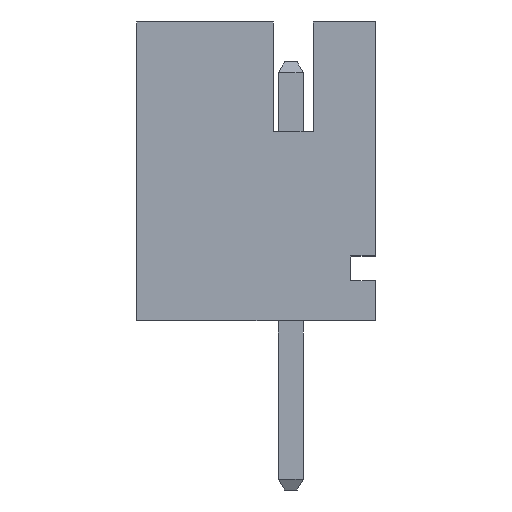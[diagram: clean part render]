
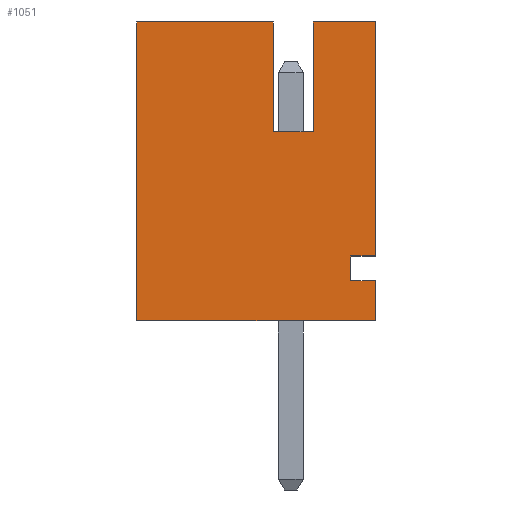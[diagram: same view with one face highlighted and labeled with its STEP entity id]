
A CAD part, left-side view. The second image highlights one B-rep face of the part: STEP entity #1051.
In plain terms, the highlighted planar face has unit normal (-1, 0, 0).
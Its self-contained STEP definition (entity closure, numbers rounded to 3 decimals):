
#1051=ADVANCED_FACE('',(#1987),#1989,.T.);
#1987=FACE_BOUND('',#1988,.T.);
#1988=EDGE_LOOP('',(#2756,#2757,#2758,#2759,#2760,#2761,#2762,#2763,#2764,#2765,
#2766,#2767));
#1989=PLANE('',#1990);
#1990=AXIS2_PLACEMENT_3D('',#1991,#1992,#1993);
#1991=CARTESIAN_POINT('',(-26.,3.1,0.));
#1992=DIRECTION('',(-1.,0.,0.));
#1993=DIRECTION('',(0.,-1.,0.));
#2756=ORIENTED_EDGE('',*,*,#3250,.T.);
#2757=ORIENTED_EDGE('',*,*,#3251,.T.);
#2758=ORIENTED_EDGE('',*,*,#3252,.F.);
#2759=ORIENTED_EDGE('',*,*,#3196,.F.);
#2760=ORIENTED_EDGE('',*,*,#3242,.T.);
#2761=ORIENTED_EDGE('',*,*,#3249,.T.);
#2762=ORIENTED_EDGE('',*,*,#3253,.T.);
#2763=ORIENTED_EDGE('',*,*,#3254,.T.);
#2764=ORIENTED_EDGE('',*,*,#3255,.T.);
#2765=ORIENTED_EDGE('',*,*,#3256,.T.);
#2766=ORIENTED_EDGE('',*,*,#3257,.F.);
#2767=ORIENTED_EDGE('',*,*,#3258,.T.);
#3196=EDGE_CURVE('',#3653,#3655,#3656,.T.);
#3242=EDGE_CURVE('',#3653,#3708,#3710,.T.);
#3249=EDGE_CURVE('',#3708,#3721,#3723,.T.);
#3250=EDGE_CURVE('',#3724,#3725,#3726,.F.);
#3251=EDGE_CURVE('',#3725,#3727,#3728,.F.);
#3252=EDGE_CURVE('',#3655,#3727,#3729,.T.);
#3253=EDGE_CURVE('',#3721,#3730,#3731,.F.);
#3254=EDGE_CURVE('',#3730,#3732,#3733,.T.);
#3255=EDGE_CURVE('',#3732,#3734,#3735,.F.);
#3256=EDGE_CURVE('',#3734,#3736,#3737,.T.);
#3257=EDGE_CURVE('',#3738,#3736,#3739,.T.);
#3258=EDGE_CURVE('',#3738,#3724,#3740,.F.);
#3653=VERTEX_POINT('',#4499);
#3655=VERTEX_POINT('',#4503);
#3656=LINE('',#4504,#4505);
#3708=VERTEX_POINT('',#4646);
#3710=LINE('',#4650,#4651);
#3721=VERTEX_POINT('',#4673);
#3723=LINE('',#4677,#4678);
#3724=VERTEX_POINT('',#4680);
#3725=VERTEX_POINT('',#4681);
#3726=LINE('',#4682,#4683);
#3727=VERTEX_POINT('',#4685);
#3728=LINE('',#4686,#4687);
#3729=LINE('',#4689,#4690);
#3730=VERTEX_POINT('',#4692);
#3731=LINE('',#4693,#4694);
#3732=VERTEX_POINT('',#4696);
#3733=LINE('',#4697,#4698);
#3734=VERTEX_POINT('',#4700);
#3735=LINE('',#4701,#4702);
#3736=VERTEX_POINT('',#4704);
#3737=LINE('',#4705,#4706);
#3738=VERTEX_POINT('',#4708);
#3739=LINE('',#4709,#4710);
#3740=LINE('',#4712,#4713);
#4499=CARTESIAN_POINT('',(-26.,3.1,0.));
#4503=CARTESIAN_POINT('',(-26.,3.1,6.));
#4504=CARTESIAN_POINT('',(-26.,3.1,0.));
#4505=VECTOR('',#4506,1.);
#4506=DIRECTION('',(0.,0.,1.));
#4646=CARTESIAN_POINT('',(-26.,-1.7,0.));
#4650=CARTESIAN_POINT('',(-26.,3.1,0.));
#4651=VECTOR('',#4652,1.);
#4652=DIRECTION('',(0.,-1.,0.));
#4673=CARTESIAN_POINT('',(-26.,-1.7,0.8));
#4677=CARTESIAN_POINT('',(-26.,-1.7,0.));
#4678=VECTOR('',#4679,1.);
#4679=DIRECTION('',(0.,0.,1.));
#4680=CARTESIAN_POINT('',(-26.,-0.45,3.8));
#4681=CARTESIAN_POINT('',(-26.,0.35,3.8));
#4682=CARTESIAN_POINT('',(-26.,0.35,3.8));
#4683=VECTOR('',#4684,1.);
#4684=DIRECTION('',(0.,-1.,0.));
#4685=CARTESIAN_POINT('',(-26.,0.35,6.));
#4686=CARTESIAN_POINT('',(-26.,0.35,6.));
#4687=VECTOR('',#4688,1.);
#4688=DIRECTION('',(0.,0.,-1.));
#4689=CARTESIAN_POINT('',(-26.,3.1,6.));
#4690=VECTOR('',#4691,1.);
#4691=DIRECTION('',(0.,-1.,0.));
#4692=CARTESIAN_POINT('',(-26.,-1.2,0.8));
#4693=CARTESIAN_POINT('',(-26.,-1.2,0.8));
#4694=VECTOR('',#4695,1.);
#4695=DIRECTION('',(0.,-1.,0.));
#4696=CARTESIAN_POINT('',(-26.,-1.2,1.3));
#4697=CARTESIAN_POINT('',(-26.,-1.2,0.8));
#4698=VECTOR('',#4699,1.);
#4699=DIRECTION('',(0.,0.,1.));
#4700=CARTESIAN_POINT('',(-26.,-1.7,1.3));
#4701=CARTESIAN_POINT('',(-26.,-1.7,1.3));
#4702=VECTOR('',#4703,1.);
#4703=DIRECTION('',(0.,1.,0.));
#4704=CARTESIAN_POINT('',(-26.,-1.7,6.));
#4705=CARTESIAN_POINT('',(-26.,-1.7,1.3));
#4706=VECTOR('',#4707,1.);
#4707=DIRECTION('',(0.,0.,1.));
#4708=CARTESIAN_POINT('',(-26.,-0.45,6.));
#4709=CARTESIAN_POINT('',(-26.,-0.45,6.));
#4710=VECTOR('',#4711,1.);
#4711=DIRECTION('',(0.,-1.,0.));
#4712=CARTESIAN_POINT('',(-26.,-0.45,3.8));
#4713=VECTOR('',#4714,1.);
#4714=DIRECTION('',(0.,0.,1.));
